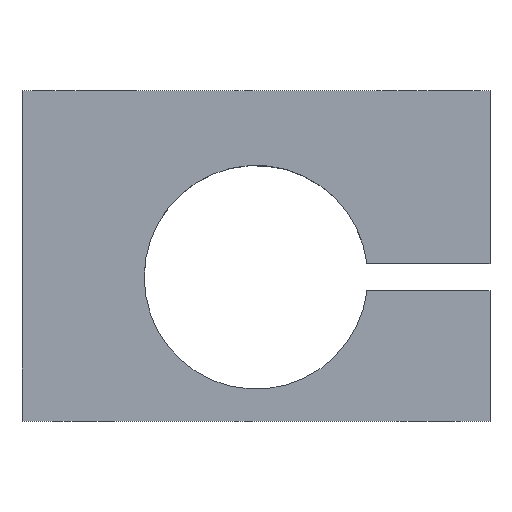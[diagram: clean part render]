
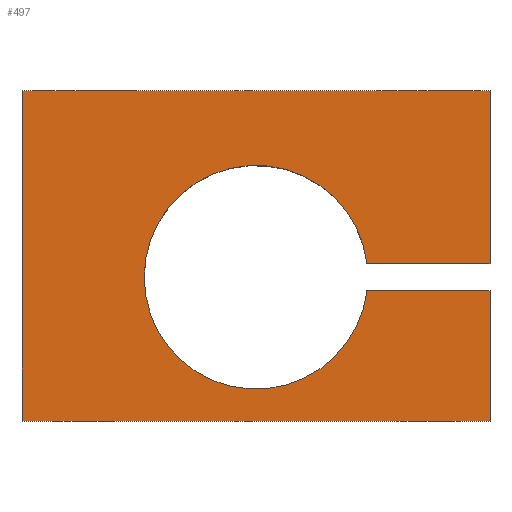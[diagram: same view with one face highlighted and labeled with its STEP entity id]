
A CAD part, top view. The second image highlights one B-rep face of the part: STEP entity #497.
In plain terms, the highlighted planar face has unit normal (0, 0, 1).
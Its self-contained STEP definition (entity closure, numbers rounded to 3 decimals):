
#32 = AXIS2_PLACEMENT_3D ( 'NONE', #485, #129, #555 ) ;
#36 = ORIENTED_EDGE ( 'NONE', *, *, #567, .T. ) ;
#49 = CARTESIAN_POINT ( 'NONE',  ( -34., 27.1, 20. ) ) ;
#54 = CARTESIAN_POINT ( 'NONE',  ( 34., 2., 20. ) ) ;
#67 = CARTESIAN_POINT ( 'NONE',  ( -34., -20.9, 20. ) ) ;
#69 = CARTESIAN_POINT ( 'NONE',  ( 16.126, -2., 20. ) ) ;
#71 = VERTEX_POINT ( 'NONE', #54 ) ;
#91 = ORIENTED_EDGE ( 'NONE', *, *, #118, .T. ) ;
#101 = DIRECTION ( 'NONE',  ( 0., 0., 1. ) ) ;
#118 = EDGE_CURVE ( 'NONE', #130, #71, #284, .T. ) ;
#126 = VECTOR ( 'NONE', #595, 1000. ) ;
#129 = DIRECTION ( 'NONE',  ( 0., 0., -1. ) ) ;
#130 = VERTEX_POINT ( 'NONE', #355 ) ;
#135 = VERTEX_POINT ( 'NONE', #476 ) ;
#138 = DIRECTION ( 'NONE',  ( 0., 0., -1. ) ) ;
#165 = VECTOR ( 'NONE', #450, 1000. ) ;
#177 = CARTESIAN_POINT ( 'NONE',  ( 16.126, -2., 20. ) ) ;
#179 = CIRCLE ( 'NONE', #32, 16.25 ) ;
#219 = VECTOR ( 'NONE', #459, 1000. ) ;
#220 = LINE ( 'NONE', #352, #681 ) ;
#223 = CARTESIAN_POINT ( 'NONE',  ( 0., 0., 20. ) ) ;
#236 = CARTESIAN_POINT ( 'NONE',  ( -34., -20.9, 20. ) ) ;
#257 = ORIENTED_EDGE ( 'NONE', *, *, #299, .T. ) ;
#264 = LINE ( 'NONE', #345, #744 ) ;
#283 = CARTESIAN_POINT ( 'NONE',  ( 34., -20.9, 20. ) ) ;
#284 = LINE ( 'NONE', #293, #126 ) ;
#285 = VECTOR ( 'NONE', #487, 1000. ) ;
#293 = CARTESIAN_POINT ( 'NONE',  ( 16.126, 2., 20. ) ) ;
#299 = EDGE_CURVE ( 'NONE', #755, #343, #489, .T. ) ;
#301 = LINE ( 'NONE', #69, #285 ) ;
#325 = LINE ( 'NONE', #236, #614 ) ;
#329 = AXIS2_PLACEMENT_3D ( 'NONE', #223, #101, #528 ) ;
#332 = EDGE_CURVE ( 'NONE', #703, #525, #325, .T. ) ;
#343 = VERTEX_POINT ( 'NONE', #49 ) ;
#345 = CARTESIAN_POINT ( 'NONE',  ( 34., 27.1, 20. ) ) ;
#351 = ORIENTED_EDGE ( 'NONE', *, *, #738, .T. ) ;
#352 = CARTESIAN_POINT ( 'NONE',  ( 34., -2., 20. ) ) ;
#355 = CARTESIAN_POINT ( 'NONE',  ( 16.126, 2., 20. ) ) ;
#379 = FACE_OUTER_BOUND ( 'NONE', #596, .T. ) ;
#383 = VERTEX_POINT ( 'NONE', #177 ) ;
#392 = CARTESIAN_POINT ( 'NONE',  ( -34., 27.1, 20. ) ) ;
#414 = EDGE_CURVE ( 'NONE', #383, #135, #598, .T. ) ;
#436 = CARTESIAN_POINT ( 'NONE',  ( 34., 27.1, 20. ) ) ;
#450 = DIRECTION ( 'NONE',  ( -1., 0., 0. ) ) ;
#459 = DIRECTION ( 'NONE',  ( 0., -1., 0. ) ) ;
#476 = CARTESIAN_POINT ( 'NONE',  ( -16.25, 0., 20. ) ) ;
#480 = EDGE_CURVE ( 'NONE', #343, #703, #548, .T. ) ;
#485 = CARTESIAN_POINT ( 'NONE',  ( 0., 0., 20. ) ) ;
#487 = DIRECTION ( 'NONE',  ( -1., 0., 0. ) ) ;
#489 = LINE ( 'NONE', #392, #165 ) ;
#497 = ADVANCED_FACE ( 'NONE', ( #379 ), #759, .T. ) ;
#499 = CARTESIAN_POINT ( 'NONE',  ( 0., 0., 20. ) ) ;
#525 = VERTEX_POINT ( 'NONE', #283 ) ;
#528 = DIRECTION ( 'NONE',  ( 1., 0., 0. ) ) ;
#539 = ORIENTED_EDGE ( 'NONE', *, *, #680, .T. ) ;
#548 = LINE ( 'NONE', #748, #219 ) ;
#550 = ORIENTED_EDGE ( 'NONE', *, *, #480, .T. ) ;
#555 = DIRECTION ( 'NONE',  ( 1., 0., 0. ) ) ;
#558 = CARTESIAN_POINT ( 'NONE',  ( 34., -2., 20. ) ) ;
#566 = DIRECTION ( 'NONE',  ( 1., 0., 0. ) ) ;
#567 = EDGE_CURVE ( 'NONE', #71, #755, #264, .T. ) ;
#572 = ORIENTED_EDGE ( 'NONE', *, *, #414, .T. ) ;
#594 = DIRECTION ( 'NONE',  ( 1., 0., 0. ) ) ;
#595 = DIRECTION ( 'NONE',  ( 1., 0., 0. ) ) ;
#596 = EDGE_LOOP ( 'NONE', ( #550, #668, #774, #351, #572, #539, #91, #36, #257 ) ) ;
#598 = CIRCLE ( 'NONE', #634, 16.25 ) ;
#614 = VECTOR ( 'NONE', #594, 1000. ) ;
#625 = EDGE_CURVE ( 'NONE', #525, #725, #220, .T. ) ;
#634 = AXIS2_PLACEMENT_3D ( 'NONE', #499, #138, #566 ) ;
#668 = ORIENTED_EDGE ( 'NONE', *, *, #332, .T. ) ;
#680 = EDGE_CURVE ( 'NONE', #135, #130, #179, .T. ) ;
#681 = VECTOR ( 'NONE', #719, 1000. ) ;
#703 = VERTEX_POINT ( 'NONE', #67 ) ;
#719 = DIRECTION ( 'NONE',  ( 0., 1., 0. ) ) ;
#725 = VERTEX_POINT ( 'NONE', #558 ) ;
#738 = EDGE_CURVE ( 'NONE', #725, #383, #301, .T. ) ;
#744 = VECTOR ( 'NONE', #766, 1000. ) ;
#748 = CARTESIAN_POINT ( 'NONE',  ( -34., 27.1, 20. ) ) ;
#755 = VERTEX_POINT ( 'NONE', #436 ) ;
#759 = PLANE ( 'NONE',  #329 ) ;
#766 = DIRECTION ( 'NONE',  ( 0., 1., 0. ) ) ;
#774 = ORIENTED_EDGE ( 'NONE', *, *, #625, .T. ) ;
